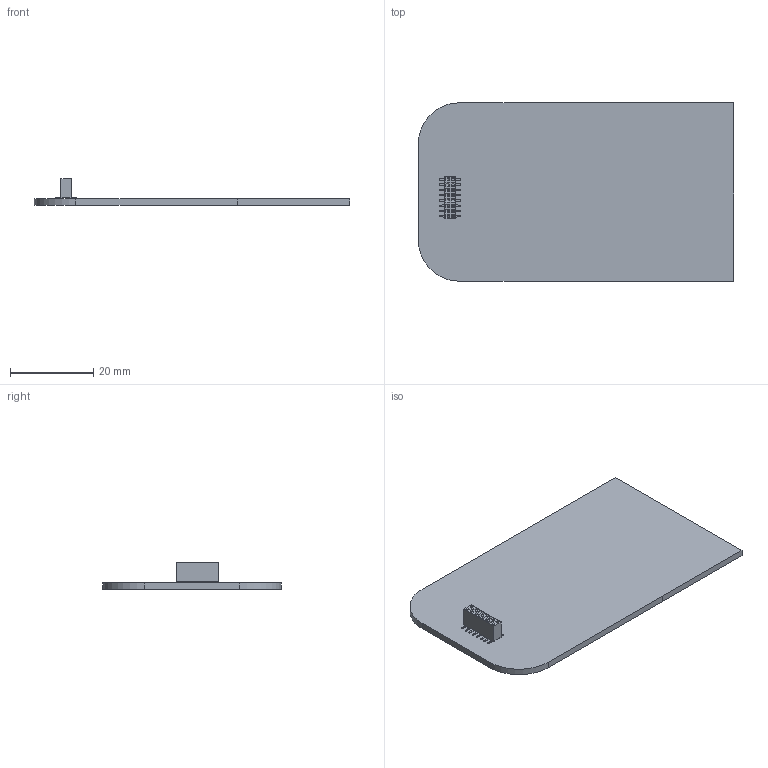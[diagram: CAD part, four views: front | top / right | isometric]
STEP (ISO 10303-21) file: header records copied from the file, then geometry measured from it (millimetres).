
FILE_DESCRIPTION(('KiCad electronic assembly'),'2;1');
FILE_NAME('KBAdapter.step','2022-12-19T15:24:46',('An Author'),( 'A Company'),'Open CASCADE STEP processor 6.9', 'KiCad to STEP converter','Unknown');
FILE_SCHEMA(('AUTOMOTIVE_DESIGN { 1 0 10303 214 1 1 1 1 }'));
Length unit declared in the file: millimetre
Products named in the file (4): Open CASCADE STEP translator 6.9 1; PinSocket_2x08_P1.27mm_Vertical_SMD; SOLID
Assembly tree (3 placements, depth 3):
  Open CASCADE STEP translator 6.9 1
    PinSocket_2x08_P1.27mm_Vertical_SMD
      SOLID
    SOLID
Bounding box: 76 x 43 x 6.47 mm (x, y, z)
Volume: 5267.9 mm3; surface area: 7132.5 mm2
Topology: 2 solids, 2 shells, 580 faces, 1456 edges, 928 vertices
Faces by surface type: plane 530, cylinder 50
Entity records: 40090 total; most frequent: CARTESIAN_POINT 6264, DIRECTION 5572, LINE 4168, VECTOR 4168, ORIENTED_EDGE 2912, PCURVE 2912, DEFINITIONAL_REPRESENTATION 2912, EDGE_CURVE 1456
